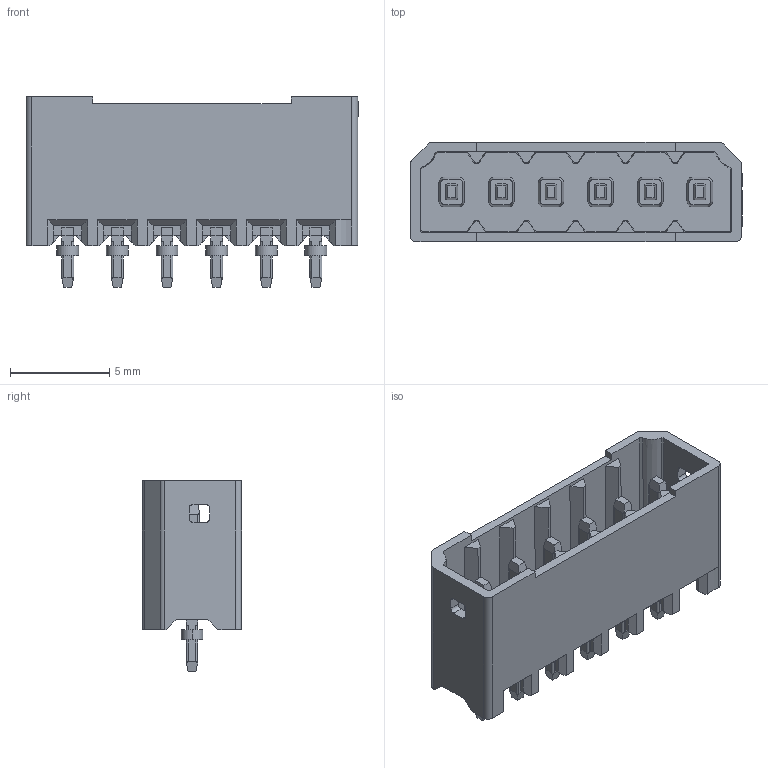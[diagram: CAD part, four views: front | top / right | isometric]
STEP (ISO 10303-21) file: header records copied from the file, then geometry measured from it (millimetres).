
FILE_DESCRIPTION(('Creo Elements/Direct Modeling STEP Export'),'2;1');
FILE_NAME('model.stp','2020-09-28T 8:35:33',(''),(''),'Creo Elements/Direct Modeling STEP processor for AP214 (Solid Model)','Creo Elements/Direct Modeling 20.1A 29-Sep-2018 (C) Parametric Technology GmbH','');
FILE_SCHEMA(('AUTOMOTIVE_DESIGN { 1 0 10303 214 1 1 1 1 }'));
Length unit declared in the file: millimetre
Products named in the file (4): LP_PTSM_0_5_2_5_G_Stift_V.1; AT_PTSM_0_5_HV_2_5_THR; Bohrloch.5; PTSM_0.5_6-HV-2.5-THR
Assembly tree (13 placements, depth 2):
  PTSM_0.5_6-HV-2.5-THR
    Bohrloch.5  x6
    LP_PTSM_0_5_2_5_G_Stift_V.1  x6
    AT_PTSM_0_5_HV_2_5_THR
Bounding box: 16.72 x 5 x 9.6 mm (x, y, z)
Volume: 308.7 mm3; surface area: 957.1 mm2
Topology: 13 solids, 13 shells, 783 faces, 2223 edges, 1477 vertices
Faces by surface type: plane 656, cylinder 101, cone 26
Entity records: 22416 total; most frequent: CARTESIAN_POINT 3231, ORIENTED_EDGE 3186, DIRECTION 2829, EDGE_CURVE 1593, VECTOR 1415, LINE 1415, VERTEX_POINT 1057, AXIS2_PLACEMENT_3D 707
